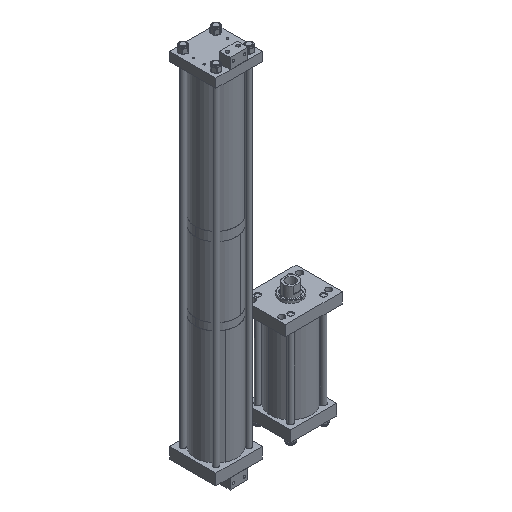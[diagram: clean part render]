
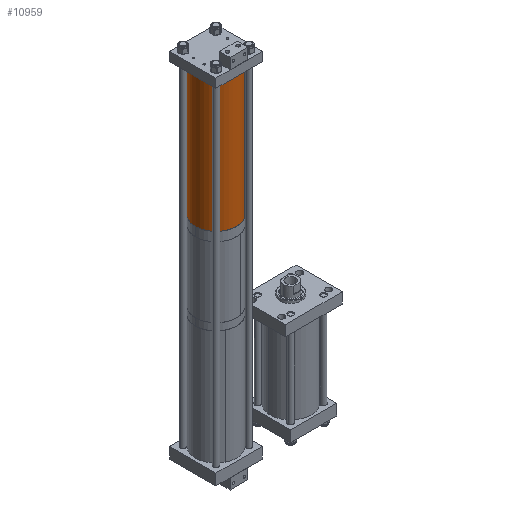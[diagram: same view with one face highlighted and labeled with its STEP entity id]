
A CAD part, isometric view. The second image highlights one B-rep face of the part: STEP entity #10959.
In plain terms, the highlighted cylindrical face has radius 73.025 mm (diameter 146.05 mm), a partial arc.
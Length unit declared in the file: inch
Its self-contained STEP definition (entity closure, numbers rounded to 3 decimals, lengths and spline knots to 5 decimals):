
#523 = EDGE_CURVE ( 'NONE', #936, #12641, #1926, .T. ) ;
#776 = VECTOR ( 'NONE', #15581, 39.37008 ) ;
#936 = VERTEX_POINT ( 'NONE', #11710 ) ;
#1324 = DIRECTION ( 'NONE',  ( 0., 0., 1. ) ) ;
#1926 = LINE ( 'NONE', #9340, #776 ) ;
#2154 = DIRECTION ( 'NONE',  ( -1., 0., 0. ) ) ;
#2430 = DIRECTION ( 'NONE',  ( 1., 0., 0. ) ) ;
#3699 = DIRECTION ( 'NONE',  ( 0., 0., 1. ) ) ;
#4159 = AXIS2_PLACEMENT_3D ( 'NONE', #6092, #3699, #2430 ) ;
#4210 = LINE ( 'NONE', #7645, #12909 ) ;
#4464 = AXIS2_PLACEMENT_3D ( 'NONE', #4646, #8294, #2154 ) ;
#4646 = CARTESIAN_POINT ( 'NONE',  ( 0., 0., 18.626 ) ) ;
#5226 = CIRCLE ( 'NONE', #9594, 2.875 ) ;
#6092 = CARTESIAN_POINT ( 'NONE',  ( 0., 0., 0. ) ) ;
#6492 = DIRECTION ( 'NONE',  ( 0., 0., -1. ) ) ;
#7645 = CARTESIAN_POINT ( 'NONE',  ( -2.875, 0., 18.626 ) ) ;
#8216 = EDGE_CURVE ( 'NONE', #9204, #936, #5226, .T. ) ;
#8294 = DIRECTION ( 'NONE',  ( 0., 0., -1. ) ) ;
#8537 = CARTESIAN_POINT ( 'NONE',  ( 0., 0., 18.626 ) ) ;
#8564 = CYLINDRICAL_SURFACE ( 'NONE', #4464, 2.875 ) ;
#8670 = ORIENTED_EDGE ( 'NONE', *, *, #10963, .T. ) ;
#9132 = CARTESIAN_POINT ( 'NONE',  ( -2.875, 0., 0. ) ) ;
#9204 = VERTEX_POINT ( 'NONE', #13877 ) ;
#9340 = CARTESIAN_POINT ( 'NONE',  ( 2.875, 0., 18.626 ) ) ;
#9594 = AXIS2_PLACEMENT_3D ( 'NONE', #8537, #1324, #10915 ) ;
#9655 = EDGE_LOOP ( 'NONE', ( #14576, #11424, #10602, #8670 ) ) ;
#10602 = ORIENTED_EDGE ( 'NONE', *, *, #11338, .T. ) ;
#10646 = CIRCLE ( 'NONE', #4159, 2.875 ) ;
#10915 = DIRECTION ( 'NONE',  ( 1., 0., 0. ) ) ;
#10959 = ADVANCED_FACE ( 'NONE', ( #11805 ), #8564, .T. ) ;
#10963 = EDGE_CURVE ( 'NONE', #12710, #12641, #10646, .T. ) ;
#11338 = EDGE_CURVE ( 'NONE', #9204, #12710, #4210, .T. ) ;
#11424 = ORIENTED_EDGE ( 'NONE', *, *, #8216, .F. ) ;
#11710 = CARTESIAN_POINT ( 'NONE',  ( 2.875, 0., 18.626 ) ) ;
#11805 = FACE_OUTER_BOUND ( 'NONE', #9655, .T. ) ;
#12641 = VERTEX_POINT ( 'NONE', #13995 ) ;
#12710 = VERTEX_POINT ( 'NONE', #9132 ) ;
#12909 = VECTOR ( 'NONE', #6492, 39.37008 ) ;
#13877 = CARTESIAN_POINT ( 'NONE',  ( -2.875, 0., 18.626 ) ) ;
#13995 = CARTESIAN_POINT ( 'NONE',  ( 2.875, 0., 0. ) ) ;
#14576 = ORIENTED_EDGE ( 'NONE', *, *, #523, .F. ) ;
#15581 = DIRECTION ( 'NONE',  ( 0., 0., -1. ) ) ;
